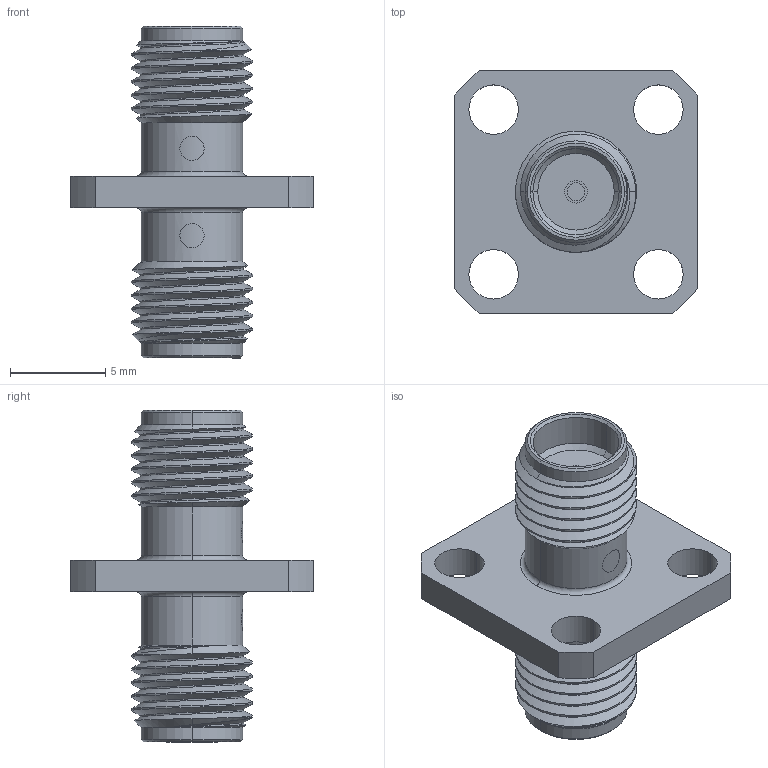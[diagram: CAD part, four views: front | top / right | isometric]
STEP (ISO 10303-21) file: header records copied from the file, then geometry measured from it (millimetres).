
FILE_DESCRIPTION (( 'STEP AP203' ), '1' );
FILE_NAME ('SM4957.step', '2018-04-12T15:43:45', ( '' ), ( '' ), 'SwSTEP 2.0', 'SolidWorks 2017', '' );
FILE_SCHEMA (( 'CONFIG_CONTROL_DESIGN' ));
Length unit declared in the file: inch
Products named in the file (1): SM4957
Bounding box: 12.7 x 12.7 x 17.4 mm (x, y, z)
Volume: 546.2 mm3; surface area: 981.6 mm2
Topology: 3 solids, 3 shells, 108 faces, 262 edges, 168 vertices
Faces by surface type: cylinder 58, cone 24, plane 16, bspline 6, torus 4
Entity records: 5339 total; most frequent: CARTESIAN_POINT 2837, ORIENTED_EDGE 524, DIRECTION 488, EDGE_CURVE 262, AXIS2_PLACEMENT_3D 199, VERTEX_POINT 168, EDGE_LOOP 128, ADVANCED_FACE 108
